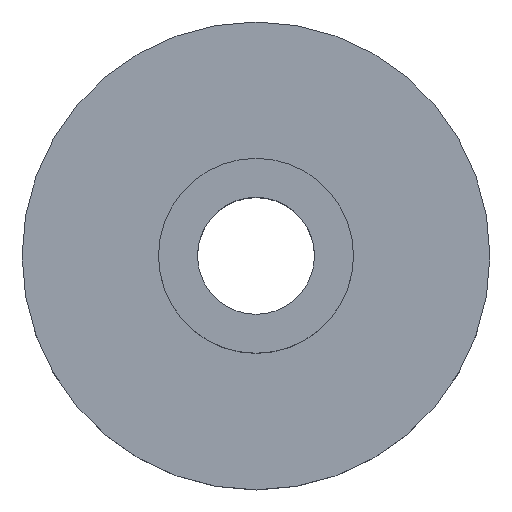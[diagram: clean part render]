
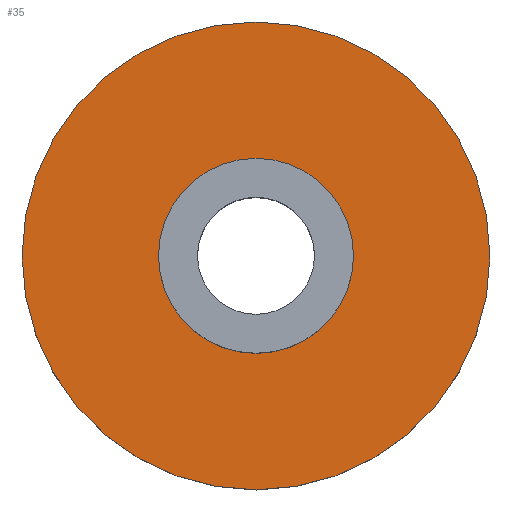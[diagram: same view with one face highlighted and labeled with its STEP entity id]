
A CAD part, top view. The second image highlights one B-rep face of the part: STEP entity #35.
In plain terms, the highlighted planar face has unit normal (0, 0, 1).
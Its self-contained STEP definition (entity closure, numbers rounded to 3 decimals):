
#21=FACE_BOUND('',#61,.F.);
#25=PLANE('',#256);
#35=ADVANCED_FACE('',(#21,#47),#25,.T.);
#47=FACE_OUTER_BOUND('',#62,.F.);
#61=EDGE_LOOP('',(#99,#100));
#62=EDGE_LOOP('',(#101,#102));
#99=ORIENTED_EDGE('',*,*,#152,.T.);
#100=ORIENTED_EDGE('',*,*,#151,.T.);
#101=ORIENTED_EDGE('',*,*,#166,.F.);
#102=ORIENTED_EDGE('',*,*,#165,.F.);
#133=CIRCLE('',#234,12.5);
#134=CIRCLE('',#235,12.5);
#143=CIRCLE('',#244,30.);
#144=CIRCLE('',#245,30.);
#151=EDGE_CURVE('',#202,#200,#133,.T.);
#152=EDGE_CURVE('',#200,#202,#134,.T.);
#165=EDGE_CURVE('',#190,#189,#143,.T.);
#166=EDGE_CURVE('',#189,#190,#144,.T.);
#189=VERTEX_POINT('',#338);
#190=VERTEX_POINT('',#339);
#200=VERTEX_POINT('',#349);
#202=VERTEX_POINT('',#351);
#234=AXIS2_PLACEMENT_3D('',#356,#272,#273);
#235=AXIS2_PLACEMENT_3D('',#357,#274,#275);
#244=AXIS2_PLACEMENT_3D('',#370,#296,#297);
#245=AXIS2_PLACEMENT_3D('',#371,#298,#299);
#256=AXIS2_PLACEMENT_3D('',#384,#322,#323);
#272=DIRECTION('',(0.,0.,1.));
#273=DIRECTION('',(-1.,0.,0.));
#274=DIRECTION('',(0.,0.,1.));
#275=DIRECTION('',(1.,0.,0.));
#296=DIRECTION('',(0.,0.,1.));
#297=DIRECTION('',(-1.,0.,0.));
#298=DIRECTION('',(0.,0.,1.));
#299=DIRECTION('',(1.,0.,0.));
#322=DIRECTION('',(0.,0.,1.));
#323=DIRECTION('',(1.,0.,0.));
#338=CARTESIAN_POINT('',(30.,0.,20.));
#339=CARTESIAN_POINT('',(-30.,0.,20.));
#349=CARTESIAN_POINT('',(12.5,0.,20.));
#351=CARTESIAN_POINT('',(-12.5,0.,20.));
#356=CARTESIAN_POINT('',(0.,0.,20.));
#357=CARTESIAN_POINT('',(0.,0.,20.));
#370=CARTESIAN_POINT('',(0.,0.,20.));
#371=CARTESIAN_POINT('',(0.,0.,20.));
#384=CARTESIAN_POINT('',(-30.639,-30.601,20.));
